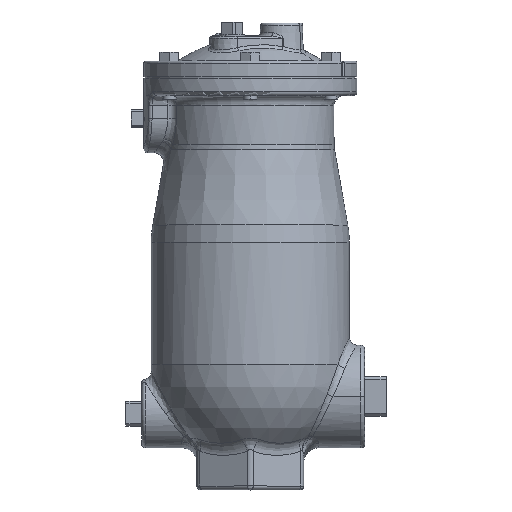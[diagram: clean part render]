
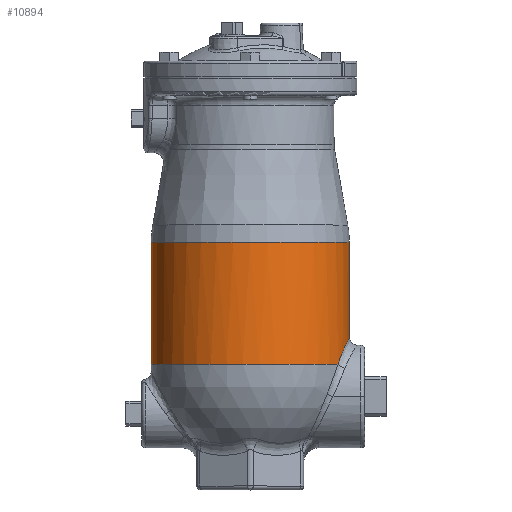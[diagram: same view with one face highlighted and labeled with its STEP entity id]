
A CAD part, top view. The second image highlights one B-rep face of the part: STEP entity #10894.
In plain terms, the highlighted cylindrical face has radius 82.55 mm (diameter 165.1 mm), a partial arc.
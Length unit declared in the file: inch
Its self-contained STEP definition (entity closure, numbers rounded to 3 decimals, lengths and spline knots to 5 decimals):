
#3046=CARTESIAN_POINT('',(0.,8.125,0.));
#3047=DIRECTION('',(0.,-1.,0.));
#3048=DIRECTION('',(1.,0.,0.));
#3049=AXIS2_PLACEMENT_3D('',#3046,#3047,#3048);
#3056=CARTESIAN_POINT('',(3.25,5.0005,0.));
#3057=CARTESIAN_POINT('',(3.25,5.0005,0.01464));
#3058=CARTESIAN_POINT('',(3.2498,5.00011,0.04394));
#3059=CARTESIAN_POINT('',(3.24891,4.99837,0.08801));
#3060=CARTESIAN_POINT('',(3.24741,4.99546,0.13214));
#3061=CARTESIAN_POINT('',(3.24531,4.99137,0.17633));
#3062=CARTESIAN_POINT('',(3.24261,4.98609,0.22056));
#3063=CARTESIAN_POINT('',(3.2393,4.9796,0.26479));
#3064=CARTESIAN_POINT('',(3.23538,4.97191,0.30901));
#3065=CARTESIAN_POINT('',(3.23085,4.963,0.3532));
#3066=CARTESIAN_POINT('',(3.22572,4.95287,0.39734));
#3067=CARTESIAN_POINT('',(3.21998,4.94149,0.44143));
#3068=CARTESIAN_POINT('',(3.21364,4.92885,0.48546));
#3069=CARTESIAN_POINT('',(3.20669,4.91493,0.52942));
#3070=CARTESIAN_POINT('',(3.19914,4.89972,0.57331));
#3071=CARTESIAN_POINT('',(3.19098,4.88319,0.6171));
#3072=CARTESIAN_POINT('',(3.18222,4.86533,0.66076));
#3073=CARTESIAN_POINT('',(3.17288,4.84612,0.70428));
#3074=CARTESIAN_POINT('',(3.16294,4.82554,0.74763));
#3075=CARTESIAN_POINT('',(3.15243,4.80357,0.79077));
#3076=CARTESIAN_POINT('',(3.14136,4.7802,0.83367));
#3077=CARTESIAN_POINT('',(3.12973,4.7554,0.87631));
#3078=CARTESIAN_POINT('',(3.11758,4.72918,0.91862));
#3079=CARTESIAN_POINT('',(3.10491,4.70152,0.96057));
#3080=CARTESIAN_POINT('',(3.09175,4.67241,1.00211));
#3081=CARTESIAN_POINT('',(3.07813,4.64186,1.04318));
#3082=CARTESIAN_POINT('',(3.06409,4.60987,1.08372));
#3083=CARTESIAN_POINT('',(3.04966,4.57644,1.12368));
#3084=CARTESIAN_POINT('',(3.03489,4.54161,1.16299));
#3085=CARTESIAN_POINT('',(3.01982,4.50539,1.20157));
#3086=CARTESIAN_POINT('',(3.0045,4.46783,1.23936));
#3087=CARTESIAN_POINT('',(2.989,4.42895,1.27628));
#3088=CARTESIAN_POINT('',(2.97337,4.38881,1.31227));
#3089=CARTESIAN_POINT('',(2.95768,4.34747,1.34726));
#3090=CARTESIAN_POINT('',(2.94198,4.30497,1.38119));
#3091=CARTESIAN_POINT('',(2.92635,4.26139,1.41399));
#3092=CARTESIAN_POINT('',(2.91087,4.21683,1.4456));
#3093=CARTESIAN_POINT('',(2.89559,4.17136,1.47596));
#3094=CARTESIAN_POINT('',(2.8856,4.14054,1.4953));
#3095=CARTESIAN_POINT('',(2.88066,4.125,1.50476));
#3097=CARTESIAN_POINT('',(0.,4.125,0.));
#3098=DIRECTION('',(0.,-1.,0.));
#3099=DIRECTION('',(0.886,0.,0.463));
#3100=AXIS2_PLACEMENT_3D('',#3097,#3098,#3099);
#3102=DIRECTION('',(0.,1.,0.));
#3103=VECTOR('',#3102,4.);
#3104=CARTESIAN_POINT('',(-3.25,4.125,0.));
#3105=LINE('',#3104,#3103);
#3106=DIRECTION('',(0.,1.,0.));
#3107=VECTOR('',#3106,3.1245);
#3108=CARTESIAN_POINT('',(3.25,5.0005,0.));
#3109=LINE('',#3108,#3107);
#3159=CARTESIAN_POINT('',(3.25,5.0005,0.));
#9045=CARTESIAN_POINT('',(3.25,8.125,0.));
#9046=VERTEX_POINT('',#9045);
#9047=CARTESIAN_POINT('',(-3.25,4.125,0.));
#9048=CARTESIAN_POINT('',(-3.25,8.125,0.));
#9049=VERTEX_POINT('',#9047);
#9050=VERTEX_POINT('',#9048);
#9117=VERTEX_POINT('',#3159);
#9120=VERTEX_POINT('',#3095);
#10878=CARTESIAN_POINT('',(0.,0.23905,0.));
#10879=DIRECTION('',(0.,1.,0.));
#10880=DIRECTION('',(1.,0.,0.));
#10881=AXIS2_PLACEMENT_3D('',#10878,#10879,#10880);
#10882=CYLINDRICAL_SURFACE('',#10881,3.25);
#10884=ORIENTED_EDGE('',*,*,#10883,.T.);
#10886=ORIENTED_EDGE('',*,*,#10885,.T.);
#10888=ORIENTED_EDGE('',*,*,#10887,.T.);
#10889=ORIENTED_EDGE('',*,*,#10871,.F.);
#10891=ORIENTED_EDGE('',*,*,#10890,.F.);
#10892=EDGE_LOOP('',(#10884,#10886,#10888,#10889,#10891));
#10893=FACE_OUTER_BOUND('',#10892,.F.);
#3050=CIRCLE('',#3049,3.25);
#3096=B_SPLINE_CURVE_WITH_KNOTS('',3,(#3056,#3057,#3058,#3059,#3060,#3061,#3062,
#3063,#3064,#3065,#3066,#3067,#3068,#3069,#3070,#3071,#3072,#3073,#3074,#3075,
#3076,#3077,#3078,#3079,#3080,#3081,#3082,#3083,#3084,#3085,#3086,#3087,#3088,
#3089,#3090,#3091,#3092,#3093,#3094,#3095),.UNSPECIFIED.,.F.,.F.,(4,1,1,1,1,1,1,
1,1,1,1,1,1,1,1,1,1,1,1,1,1,1,1,1,1,1,1,1,1,1,1,1,1,1,1,1,1,4),(0.,
0.02703,0.05405,0.08108,0.10811,
0.13514,0.16216,0.18919,0.21622,
0.24324,0.27027,0.2973,0.32432,
0.35135,0.37838,0.40541,0.43243,
0.45946,0.48649,0.51351,0.54054,
0.56757,0.59459,0.62162,0.64865,
0.67568,0.7027,0.72973,0.75676,
0.78378,0.81081,0.83784,0.86486,
0.89189,0.91892,0.94595,0.97297,1.),
.UNSPECIFIED.);
#3101=CIRCLE('',#3100,3.25);
#10871=EDGE_CURVE('',#9046,#9050,#3050,.T.);
#10883=EDGE_CURVE('',#9117,#9120,#3096,.T.);
#10885=EDGE_CURVE('',#9120,#9049,#3101,.T.);
#10887=EDGE_CURVE('',#9049,#9050,#3105,.T.);
#10890=EDGE_CURVE('',#9117,#9046,#3109,.T.);
#10894=ADVANCED_FACE('',(#10893),#10882,.T.);
